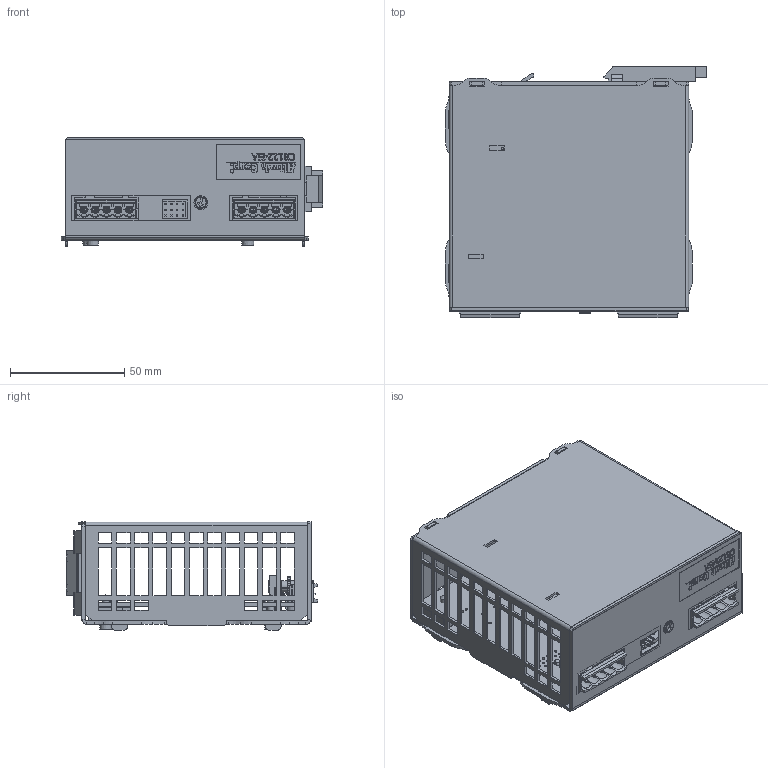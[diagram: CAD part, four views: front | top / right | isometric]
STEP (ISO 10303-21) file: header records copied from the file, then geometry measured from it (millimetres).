
FILE_DESCRIPTION(/* description */ (''),/* implementation_level */ '2;1');
FILE_NAME(/* name */ 'CB12245A.stp',/* time_stamp */ '2023-06-09T11:02:12-04:00',/* author */ ('altec'),/* organization */ (''),/* preprocessor_version */ 'ST-DEVELOPER v19.2',/* originating_system */ 'Autodesk Inventor 2024',/* authorisation */ '');
FILE_SCHEMA (('AUTOMOTIVE_DESIGN { 1 0 10303 214 3 1 1 }'));
Products named in the file (21): CB12245A; M3M_00F_041_A2_Fondo; M3M_00F_041_A2_Fondo_1; SOS-440-4; M3M_00C_041_Coperchio; M4D_105_436_Etichetta_Massera; A24_323_224A5R1_Master_Assemblato; A24_323_224A5R1_Master; Strip 3P_4; SAURO 5P p.5.0 COM059P1; SAURO 3P p.10 COM039P2; S1-01-012_5; S19-00-009; Led OSRAM LS A670; Perno Trimmer Piccolo; Potenziometro CA9H2.5 Verticale; PST-4; Screw GB_T 2171.1 M3 x 6; Screw GB_T 2171.1 M3 x 13 Autofilettante; Dissipatore MHN.255.060; MGP.451.90MA5_Gancio Din
Assembly tree (32 placements, depth 4):
  CB12245A
    M3M_00F_041_A2_Fondo
      M3M_00F_041_A2_Fondo_1
      SOS-440-4
    M3M_00C_041_Coperchio
    M4D_105_436_Etichetta_Massera
    A24_323_224A5R1_Master_Assemblato
      A24_323_224A5R1_Master
      Strip 3P_4
      SAURO 5P p.5.0 COM059P1
        S1-01-012_5
        S19-00-009  x5
      SAURO 3P p.10 COM039P2
        S1-01-012_5
        S19-00-009  x3
      Led OSRAM LS A670  x2
      Perno Trimmer Piccolo
      Potenziometro CA9H2.5 Verticale
    PST-4
    Screw GB_T 2171.1 M3 x 6
    Screw GB_T 2171.1 M3 x 13 Autofilettante  x3
    Dissipatore MHN.255.060  x2
    MGP.451.90MA5_Gancio Din
Bounding box: 114.5 x 110.21 x 47.6 mm (x, y, z)
Volume: 69369 mm3; surface area: 111828.2 mm2
Topology: 52 solids, 54 shells, 3647 faces, 9655 edges, 6127 vertices
Faces by surface type: plane 2118, cylinder 1031, torus 206, bspline 196, sphere 53, cone 43
Full cylindrical faces by diameter (mm): 1 x102, 1.5 x5, 1.651 x1, 2.4 x2, 2.464 x1, 2.5 x2, 2.675 x4, 2.75 x10, 2.8 x2, 3 x4, 3.1 x2, 3.2 x2, 3.3 x2, 3.5 x1, 3.8 x1, 4.3 x2, 5 x5, 5.594 x1, 6 x5, 9 x1
Entity records: 74604 total; most frequent: CARTESIAN_POINT 14359, ORIENTED_EDGE 12380, DIRECTION 11786, EDGE_CURVE 6194, LINE 4698, VECTOR 4698, VERTEX_POINT 4005, AXIS2_PLACEMENT_3D 3544
